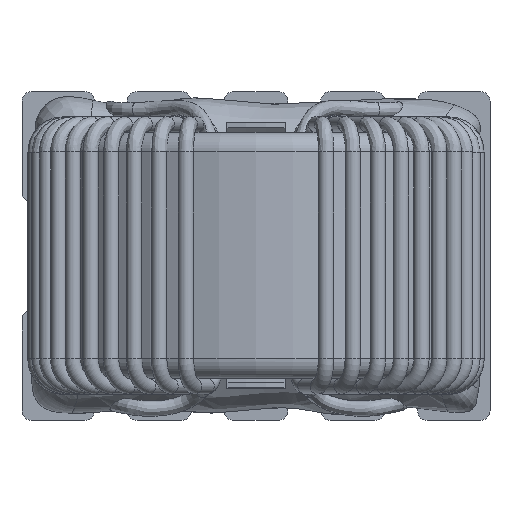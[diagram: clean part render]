
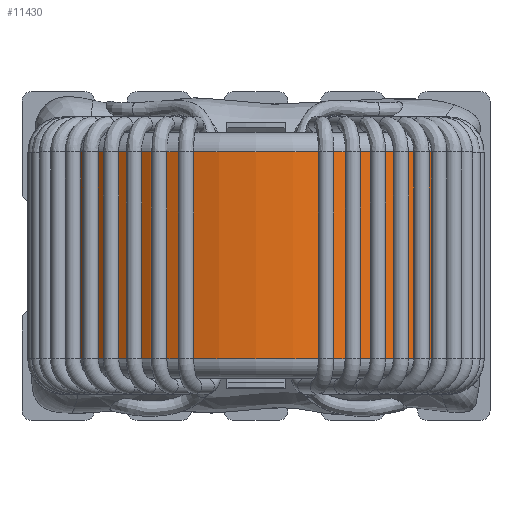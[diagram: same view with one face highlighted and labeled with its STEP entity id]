
A CAD part, top view. The second image highlights one B-rep face of the part: STEP entity #11430.
In plain terms, the highlighted cylindrical face has radius 11 mm (diameter 22 mm), a full revolution.
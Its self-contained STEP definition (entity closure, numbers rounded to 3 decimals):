
#901=CYLINDRICAL_SURFACE('',#12171,11.);
#1569=ORIENTED_EDGE('',*,*,#3267,.T.);
#1570=ORIENTED_EDGE('',*,*,#3268,.T.);
#3267=EDGE_CURVE('',#4200,#4200,#4937,.T.);
#3268=EDGE_CURVE('',#4201,#4201,#4938,.F.);
#4200=VERTEX_POINT('',#25542);
#4201=VERTEX_POINT('',#25544);
#4937=CIRCLE('',#12172,11.);
#4938=CIRCLE('',#12173,11.);
#5626=EDGE_LOOP('',(#1569));
#5627=EDGE_LOOP('',(#1570));
#6618=FACE_BOUND('',#5626,.T.);
#6619=FACE_BOUND('',#5627,.T.);
#11430=ADVANCED_FACE('',(#6618,#6619),#901,.T.);
#12171=AXIS2_PLACEMENT_3D('',#25540,#13451,#13452);
#12172=AXIS2_PLACEMENT_3D('',#25541,#13453,#13454);
#12173=AXIS2_PLACEMENT_3D('',#25543,#13455,#13456);
#13451=DIRECTION('',(0.,1.,0.));
#13452=DIRECTION('',(0.,0.,1.));
#13453=DIRECTION('',(0.,1.,0.));
#13454=DIRECTION('',(0.,0.,1.));
#13455=DIRECTION('',(0.,1.,0.));
#13456=DIRECTION('',(0.,0.,1.));
#25540=CARTESIAN_POINT('',(0.,-6.35,15.1));
#25541=CARTESIAN_POINT('',(0.,-5.35,15.1));
#25542=CARTESIAN_POINT('',(0.,-5.35,26.1));
#25543=CARTESIAN_POINT('',(0.,5.35,15.1));
#25544=CARTESIAN_POINT('',(0.,5.35,26.1));
